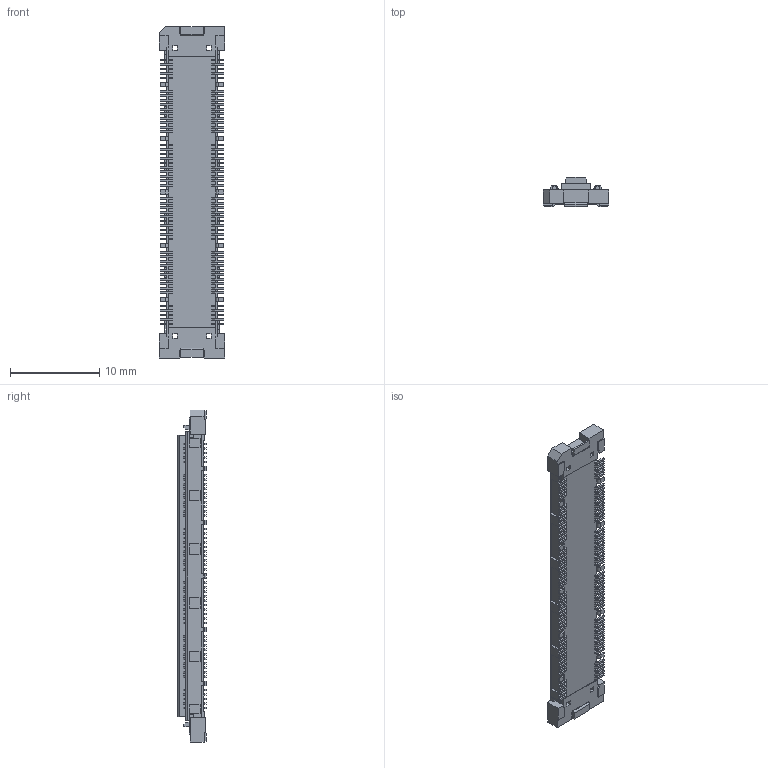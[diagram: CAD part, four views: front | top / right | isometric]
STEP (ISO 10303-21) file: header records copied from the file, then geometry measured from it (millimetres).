
FILE_DESCRIPTION(('OneSpaceDesigner STEP Export'),'2;1');
FILE_NAME('FX10B-100S10-SV.stp','2007-12-17T18:18:53',(''),(''),'OneSpace Designer STEP processor for AP214 (Solid Model)','OneSpace Modeling 15.00A 14-Mar-2007 (C) CoCreate Software GmbH','');
FILE_SCHEMA(('AUTOMOTIVE_DESIGN { 1 0 10303 214 1 1 1 1 }'));
Length unit declared in the file: millimetre
Products named in the file (2): FX10B-100S10-SV
Assembly tree (1 placements, depth 2):
  FX10B-100S10-SV
    FX10B-100S10-SV
Bounding box: 7.3 x 3.2 x 37.1 mm (x, y, z)
Volume: 386.5 mm3; surface area: 1076.2 mm2
Topology: 1 solids, 1 shells, 1819 faces, 4814 edges, 3186 vertices
Faces by surface type: plane 1551, cylinder 248, sphere 20
Entity records: 52559 total; most frequent: ORIENTED_EDGE 9588, CARTESIAN_POINT 9202, DIRECTION 7823, EDGE_CURVE 4794, VECTOR 4209, LINE 4209, VERTEX_POINT 3186, EDGE_LOOP 2036
